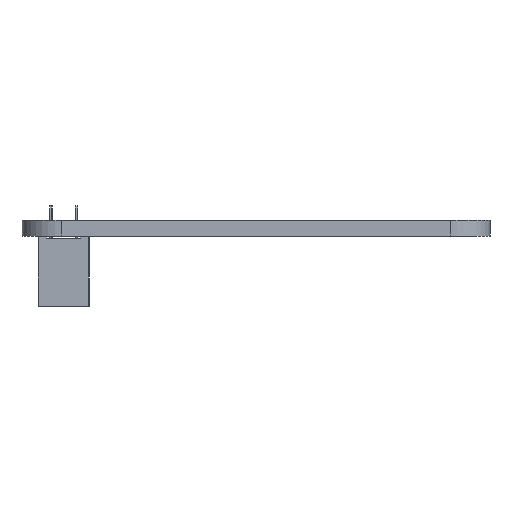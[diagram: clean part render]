
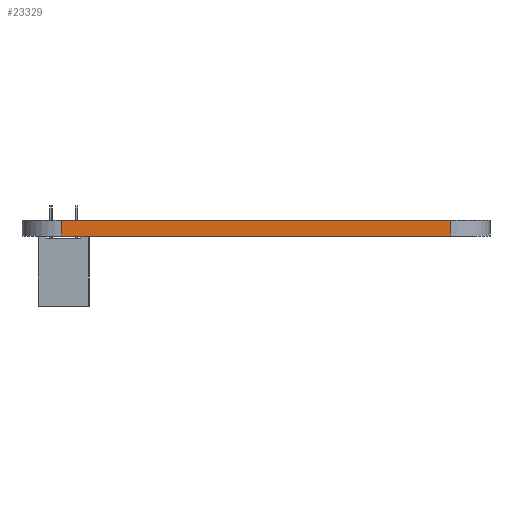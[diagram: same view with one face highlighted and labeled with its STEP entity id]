
A CAD part, left-side view. The second image highlights one B-rep face of the part: STEP entity #23329.
In plain terms, the highlighted planar face has unit normal (-1, 0, 0).
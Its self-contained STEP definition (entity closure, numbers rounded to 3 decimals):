
#23211 = EDGE_CURVE('',#23212,#23214,#23216,.T.);
#23212 = VERTEX_POINT('',#23213);
#23213 = CARTESIAN_POINT('',(-54.,-19.5,0.));
#23214 = VERTEX_POINT('',#23215);
#23215 = CARTESIAN_POINT('',(-54.,-19.5,1.6));
#23216 = SURFACE_CURVE('',#23217,(#23221,#23233),.PCURVE_S1.);
#23217 = LINE('',#23218,#23219);
#23218 = CARTESIAN_POINT('',(-54.,-19.5,0.));
#23219 = VECTOR('',#23220,1.);
#23220 = DIRECTION('',(0.,0.,1.));
#23221 = PCURVE('',#23222,#23227);
#23222 = CYLINDRICAL_SURFACE('',#23223,4.);
#23223 = AXIS2_PLACEMENT_3D('',#23224,#23225,#23226);
#23224 = CARTESIAN_POINT('',(-50.,-19.5,0.));
#23225 = DIRECTION('',(-0.,-0.,-1.));
#23226 = DIRECTION('',(1.,0.,-0.));
#23227 = DEFINITIONAL_REPRESENTATION('',(#23228),#23232);
#23228 = LINE('',#23229,#23230);
#23229 = CARTESIAN_POINT('',(-3.142,0.));
#23230 = VECTOR('',#23231,1.);
#23231 = DIRECTION('',(-0.,-1.));
#23232 = ( GEOMETRIC_REPRESENTATION_CONTEXT(2) 
PARAMETRIC_REPRESENTATION_CONTEXT() REPRESENTATION_CONTEXT('2D SPACE',''
  ) );
#23233 = PCURVE('',#23234,#23239);
#23234 = PLANE('',#23235);
#23235 = AXIS2_PLACEMENT_3D('',#23236,#23237,#23238);
#23236 = CARTESIAN_POINT('',(-54.,-19.5,0.));
#23237 = DIRECTION('',(-1.,0.,0.));
#23238 = DIRECTION('',(0.,1.,0.));
#23239 = DEFINITIONAL_REPRESENTATION('',(#23240),#23244);
#23240 = LINE('',#23241,#23242);
#23241 = CARTESIAN_POINT('',(0.,0.));
#23242 = VECTOR('',#23243,1.);
#23243 = DIRECTION('',(0.,-1.));
#23244 = ( GEOMETRIC_REPRESENTATION_CONTEXT(2) 
PARAMETRIC_REPRESENTATION_CONTEXT() REPRESENTATION_CONTEXT('2D SPACE',''
  ) );
#23263 = PLANE('',#23264);
#23264 = AXIS2_PLACEMENT_3D('',#23265,#23266,#23267);
#23265 = CARTESIAN_POINT('',(0.,0.,1.6)
  );
#23266 = DIRECTION('',(0.,0.,1.));
#23267 = DIRECTION('',(1.,0.,-0.));
#23318 = PLANE('',#23319);
#23319 = AXIS2_PLACEMENT_3D('',#23320,#23321,#23322);
#23320 = CARTESIAN_POINT('',(0.,0.,0.));
#23321 = DIRECTION('',(0.,0.,1.));
#23322 = DIRECTION('',(1.,0.,-0.));
#23329 = ADVANCED_FACE('',(#23330),#23234,.T.);
#23330 = FACE_BOUND('',#23331,.T.);
#23331 = EDGE_LOOP('',(#23332,#23333,#23356,#23384));
#23332 = ORIENTED_EDGE('',*,*,#23211,.T.);
#23333 = ORIENTED_EDGE('',*,*,#23334,.T.);
#23334 = EDGE_CURVE('',#23214,#23335,#23337,.T.);
#23335 = VERTEX_POINT('',#23336);
#23336 = CARTESIAN_POINT('',(-54.,19.5,1.6));
#23337 = SURFACE_CURVE('',#23338,(#23342,#23349),.PCURVE_S1.);
#23338 = LINE('',#23339,#23340);
#23339 = CARTESIAN_POINT('',(-54.,-19.5,1.6));
#23340 = VECTOR('',#23341,1.);
#23341 = DIRECTION('',(0.,1.,0.));
#23342 = PCURVE('',#23234,#23343);
#23343 = DEFINITIONAL_REPRESENTATION('',(#23344),#23348);
#23344 = LINE('',#23345,#23346);
#23345 = CARTESIAN_POINT('',(0.,-1.6));
#23346 = VECTOR('',#23347,1.);
#23347 = DIRECTION('',(1.,0.));
#23348 = ( GEOMETRIC_REPRESENTATION_CONTEXT(2) 
PARAMETRIC_REPRESENTATION_CONTEXT() REPRESENTATION_CONTEXT('2D SPACE',''
  ) );
#23349 = PCURVE('',#23263,#23350);
#23350 = DEFINITIONAL_REPRESENTATION('',(#23351),#23355);
#23351 = LINE('',#23352,#23353);
#23352 = CARTESIAN_POINT('',(-54.,-19.5));
#23353 = VECTOR('',#23354,1.);
#23354 = DIRECTION('',(0.,1.));
#23355 = ( GEOMETRIC_REPRESENTATION_CONTEXT(2) 
PARAMETRIC_REPRESENTATION_CONTEXT() REPRESENTATION_CONTEXT('2D SPACE',''
  ) );
#23356 = ORIENTED_EDGE('',*,*,#23357,.F.);
#23357 = EDGE_CURVE('',#23358,#23335,#23360,.T.);
#23358 = VERTEX_POINT('',#23359);
#23359 = CARTESIAN_POINT('',(-54.,19.5,0.));
#23360 = SURFACE_CURVE('',#23361,(#23365,#23372),.PCURVE_S1.);
#23361 = LINE('',#23362,#23363);
#23362 = CARTESIAN_POINT('',(-54.,19.5,0.));
#23363 = VECTOR('',#23364,1.);
#23364 = DIRECTION('',(0.,0.,1.));
#23365 = PCURVE('',#23234,#23366);
#23366 = DEFINITIONAL_REPRESENTATION('',(#23367),#23371);
#23367 = LINE('',#23368,#23369);
#23368 = CARTESIAN_POINT('',(39.,0.));
#23369 = VECTOR('',#23370,1.);
#23370 = DIRECTION('',(0.,-1.));
#23371 = ( GEOMETRIC_REPRESENTATION_CONTEXT(2) 
PARAMETRIC_REPRESENTATION_CONTEXT() REPRESENTATION_CONTEXT('2D SPACE',''
  ) );
#23372 = PCURVE('',#23373,#23378);
#23373 = CYLINDRICAL_SURFACE('',#23374,4.);
#23374 = AXIS2_PLACEMENT_3D('',#23375,#23376,#23377);
#23375 = CARTESIAN_POINT('',(-50.,19.5,0.));
#23376 = DIRECTION('',(-0.,-0.,-1.));
#23377 = DIRECTION('',(1.,0.,-0.));
#23378 = DEFINITIONAL_REPRESENTATION('',(#23379),#23383);
#23379 = LINE('',#23380,#23381);
#23380 = CARTESIAN_POINT('',(-3.142,0.));
#23381 = VECTOR('',#23382,1.);
#23382 = DIRECTION('',(-0.,-1.));
#23383 = ( GEOMETRIC_REPRESENTATION_CONTEXT(2) 
PARAMETRIC_REPRESENTATION_CONTEXT() REPRESENTATION_CONTEXT('2D SPACE',''
  ) );
#23384 = ORIENTED_EDGE('',*,*,#23385,.F.);
#23385 = EDGE_CURVE('',#23212,#23358,#23386,.T.);
#23386 = SURFACE_CURVE('',#23387,(#23391,#23398),.PCURVE_S1.);
#23387 = LINE('',#23388,#23389);
#23388 = CARTESIAN_POINT('',(-54.,-19.5,0.));
#23389 = VECTOR('',#23390,1.);
#23390 = DIRECTION('',(0.,1.,0.));
#23391 = PCURVE('',#23234,#23392);
#23392 = DEFINITIONAL_REPRESENTATION('',(#23393),#23397);
#23393 = LINE('',#23394,#23395);
#23394 = CARTESIAN_POINT('',(0.,0.));
#23395 = VECTOR('',#23396,1.);
#23396 = DIRECTION('',(1.,0.));
#23397 = ( GEOMETRIC_REPRESENTATION_CONTEXT(2) 
PARAMETRIC_REPRESENTATION_CONTEXT() REPRESENTATION_CONTEXT('2D SPACE',''
  ) );
#23398 = PCURVE('',#23318,#23399);
#23399 = DEFINITIONAL_REPRESENTATION('',(#23400),#23404);
#23400 = LINE('',#23401,#23402);
#23401 = CARTESIAN_POINT('',(-54.,-19.5));
#23402 = VECTOR('',#23403,1.);
#23403 = DIRECTION('',(0.,1.));
#23404 = ( GEOMETRIC_REPRESENTATION_CONTEXT(2) 
PARAMETRIC_REPRESENTATION_CONTEXT() REPRESENTATION_CONTEXT('2D SPACE',''
  ) );
